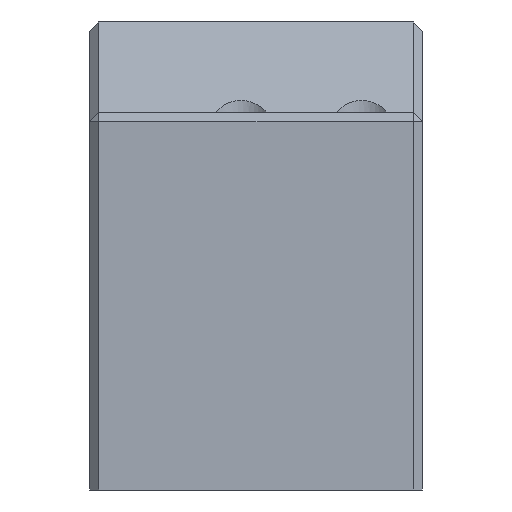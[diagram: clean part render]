
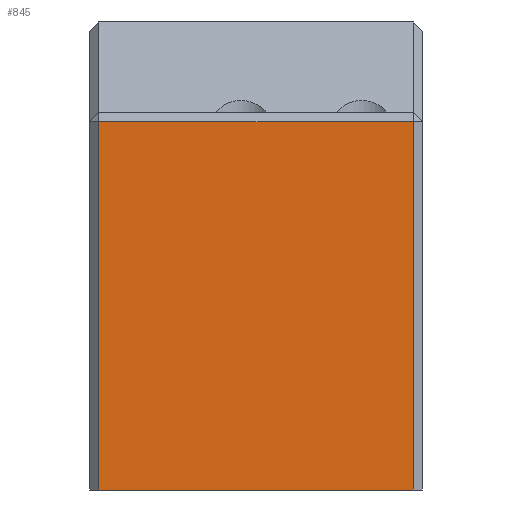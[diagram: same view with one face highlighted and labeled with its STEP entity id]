
A CAD part, left-side view. The second image highlights one B-rep face of the part: STEP entity #845.
In plain terms, the highlighted planar face has unit normal (-1, 0, 0).
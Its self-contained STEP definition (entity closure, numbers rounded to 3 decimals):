
#110=FACE_OUTER_BOUND('',#168,.T.);
#168=EDGE_LOOP('',(#750,#751,#752,#753));
#235=LINE('',#1289,#325);
#240=LINE('',#1298,#330);
#243=LINE('',#1303,#333);
#263=LINE('',#1484,#353);
#325=VECTOR('',#1040,10.);
#330=VECTOR('',#1049,10.);
#333=VECTOR('',#1054,10.);
#353=VECTOR('',#1154,10.);
#396=VERTEX_POINT('',#1278);
#397=VERTEX_POINT('',#1282);
#401=VERTEX_POINT('',#1296);
#402=VERTEX_POINT('',#1301);
#488=EDGE_CURVE('',#397,#396,#235,.T.);
#493=EDGE_CURVE('',#401,#397,#240,.T.);
#496=EDGE_CURVE('',#396,#402,#243,.T.);
#537=EDGE_CURVE('',#402,#401,#263,.T.);
#750=ORIENTED_EDGE('',*,*,#493,.F.);
#751=ORIENTED_EDGE('',*,*,#537,.F.);
#752=ORIENTED_EDGE('',*,*,#496,.F.);
#753=ORIENTED_EDGE('',*,*,#488,.F.);
#799=PLANE('',#927);
#845=ADVANCED_FACE('',(#110),#799,.T.);
#927=AXIS2_PLACEMENT_3D('',#1483,#1152,#1153);
#1040=DIRECTION('',(0.,-1.,0.));
#1049=DIRECTION('',(0.,0.,1.));
#1054=DIRECTION('',(0.,0.,-1.));
#1152=DIRECTION('center_axis',(-1.,0.,0.));
#1153=DIRECTION('ref_axis',(0.,0.,1.));
#1154=DIRECTION('',(0.,1.,0.));
#1278=CARTESIAN_POINT('',(84.7,56.398,634.77));
#1282=CARTESIAN_POINT('',(84.7,108.398,634.77));
#1289=CARTESIAN_POINT('',(84.7,82.398,634.77));
#1296=CARTESIAN_POINT('',(84.7,108.398,573.77));
#1298=CARTESIAN_POINT('',(84.7,108.398,592.52));
#1301=CARTESIAN_POINT('',(84.7,56.398,573.77));
#1303=CARTESIAN_POINT('',(84.7,56.398,592.52));
#1483=CARTESIAN_POINT('Origin',(84.7,54.898,573.77));
#1484=CARTESIAN_POINT('',(84.7,54.898,573.77));
